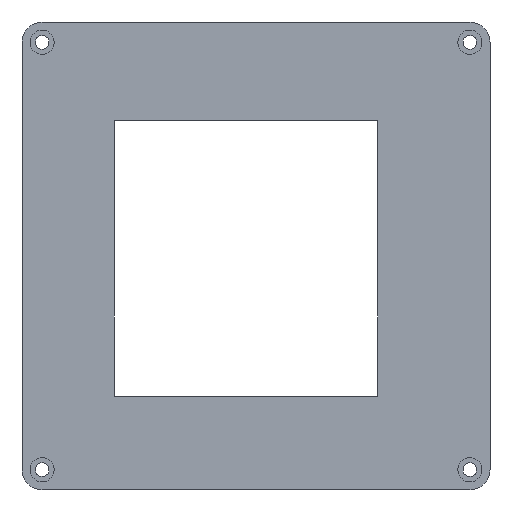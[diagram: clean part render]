
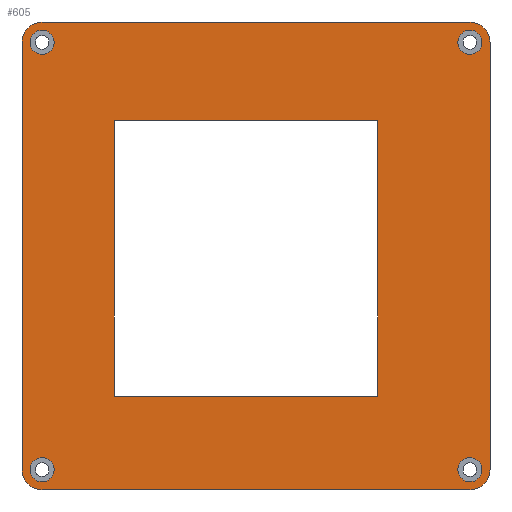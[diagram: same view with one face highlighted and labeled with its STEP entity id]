
A CAD part, front view. The second image highlights one B-rep face of the part: STEP entity #605.
In plain terms, the highlighted planar face has unit normal (0, -1, 0).
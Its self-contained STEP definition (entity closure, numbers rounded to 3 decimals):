
#31=FACE_BOUND('',#108,.T.);
#32=FACE_BOUND('',#109,.T.);
#33=FACE_BOUND('',#110,.T.);
#34=FACE_BOUND('',#111,.T.);
#35=FACE_BOUND('',#112,.T.);
#45=CIRCLE('',#643,5.);
#46=CIRCLE('',#644,5.);
#47=CIRCLE('',#645,5.);
#48=CIRCLE('',#646,5.);
#49=CIRCLE('',#647,3.);
#50=CIRCLE('',#648,3.);
#51=CIRCLE('',#649,3.);
#52=CIRCLE('',#650,3.);
#73=FACE_OUTER_BOUND('',#107,.T.);
#107=EDGE_LOOP('',(#427,#428,#429,#430,#431,#432,#433,#434));
#108=EDGE_LOOP('',(#435,#436,#437,#438));
#109=EDGE_LOOP('',(#439));
#110=EDGE_LOOP('',(#440));
#111=EDGE_LOOP('',(#441));
#112=EDGE_LOOP('',(#442));
#151=LINE('',#884,#211);
#155=LINE('',#892,#215);
#158=LINE('',#898,#218);
#161=LINE('',#903,#221);
#163=LINE('',#910,#223);
#164=LINE('',#914,#224);
#165=LINE('',#918,#225);
#166=LINE('',#921,#226);
#211=VECTOR('',#703,10.);
#215=VECTOR('',#709,10.);
#218=VECTOR('',#714,10.);
#221=VECTOR('',#719,10.);
#223=VECTOR('',#725,10.);
#224=VECTOR('',#728,10.);
#225=VECTOR('',#731,10.);
#226=VECTOR('',#734,10.);
#271=VERTEX_POINT('',#882);
#272=VERTEX_POINT('',#883);
#275=VERTEX_POINT('',#891);
#277=VERTEX_POINT('',#897);
#279=VERTEX_POINT('',#906);
#280=VERTEX_POINT('',#907);
#281=VERTEX_POINT('',#909);
#282=VERTEX_POINT('',#911);
#283=VERTEX_POINT('',#913);
#284=VERTEX_POINT('',#915);
#285=VERTEX_POINT('',#917);
#286=VERTEX_POINT('',#919);
#287=VERTEX_POINT('',#922);
#288=VERTEX_POINT('',#924);
#289=VERTEX_POINT('',#926);
#290=VERTEX_POINT('',#928);
#327=EDGE_CURVE('',#271,#272,#151,.T.);
#331=EDGE_CURVE('',#275,#271,#155,.T.);
#334=EDGE_CURVE('',#277,#275,#158,.T.);
#337=EDGE_CURVE('',#272,#277,#161,.T.);
#339=EDGE_CURVE('',#279,#280,#45,.T.);
#340=EDGE_CURVE('',#279,#281,#163,.T.);
#341=EDGE_CURVE('',#282,#281,#46,.T.);
#342=EDGE_CURVE('',#282,#283,#164,.T.);
#343=EDGE_CURVE('',#284,#283,#47,.T.);
#344=EDGE_CURVE('',#284,#285,#165,.T.);
#345=EDGE_CURVE('',#286,#285,#48,.T.);
#346=EDGE_CURVE('',#286,#280,#166,.T.);
#347=EDGE_CURVE('',#287,#287,#49,.T.);
#348=EDGE_CURVE('',#288,#288,#50,.T.);
#349=EDGE_CURVE('',#289,#289,#51,.T.);
#350=EDGE_CURVE('',#290,#290,#52,.T.);
#427=ORIENTED_EDGE('',*,*,#339,.F.);
#428=ORIENTED_EDGE('',*,*,#340,.T.);
#429=ORIENTED_EDGE('',*,*,#341,.F.);
#430=ORIENTED_EDGE('',*,*,#342,.T.);
#431=ORIENTED_EDGE('',*,*,#343,.F.);
#432=ORIENTED_EDGE('',*,*,#344,.T.);
#433=ORIENTED_EDGE('',*,*,#345,.F.);
#434=ORIENTED_EDGE('',*,*,#346,.T.);
#435=ORIENTED_EDGE('',*,*,#327,.T.);
#436=ORIENTED_EDGE('',*,*,#337,.T.);
#437=ORIENTED_EDGE('',*,*,#334,.T.);
#438=ORIENTED_EDGE('',*,*,#331,.T.);
#439=ORIENTED_EDGE('',*,*,#347,.F.);
#440=ORIENTED_EDGE('',*,*,#348,.F.);
#441=ORIENTED_EDGE('',*,*,#349,.F.);
#442=ORIENTED_EDGE('',*,*,#350,.F.);
#583=PLANE('',#642);
#605=ADVANCED_FACE('',(#73,#31,#32,#33,#34,#35),#583,.F.);
#642=AXIS2_PLACEMENT_3D('',#905,#721,#722);
#643=AXIS2_PLACEMENT_3D('',#908,#723,#724);
#644=AXIS2_PLACEMENT_3D('',#912,#726,#727);
#645=AXIS2_PLACEMENT_3D('',#916,#729,#730);
#646=AXIS2_PLACEMENT_3D('',#920,#732,#733);
#647=AXIS2_PLACEMENT_3D('',#923,#735,#736);
#648=AXIS2_PLACEMENT_3D('',#925,#737,#738);
#649=AXIS2_PLACEMENT_3D('',#927,#739,#740);
#650=AXIS2_PLACEMENT_3D('',#929,#741,#742);
#703=DIRECTION('',(-1.,0.,0.));
#709=DIRECTION('',(0.,0.,-1.));
#714=DIRECTION('',(1.,0.,0.));
#719=DIRECTION('',(0.,0.,1.));
#721=DIRECTION('center_axis',(0.,1.,0.));
#722=DIRECTION('ref_axis',(1.,0.,0.));
#723=DIRECTION('center_axis',(0.,1.,0.));
#724=DIRECTION('ref_axis',(0.707,0.,0.707));
#725=DIRECTION('',(-1.,0.,0.));
#726=DIRECTION('center_axis',(0.,1.,0.));
#727=DIRECTION('ref_axis',(-0.707,0.,0.707));
#728=DIRECTION('',(0.,0.,-1.));
#729=DIRECTION('center_axis',(0.,1.,0.));
#730=DIRECTION('ref_axis',(-0.707,0.,-0.707));
#731=DIRECTION('',(1.,0.,0.));
#732=DIRECTION('center_axis',(0.,1.,0.));
#733=DIRECTION('ref_axis',(0.707,0.,-0.707));
#734=DIRECTION('',(0.,0.,1.));
#735=DIRECTION('center_axis',(0.,-1.,0.));
#736=DIRECTION('ref_axis',(1.,0.,0.));
#737=DIRECTION('center_axis',(0.,-1.,0.));
#738=DIRECTION('ref_axis',(1.,0.,0.));
#739=DIRECTION('center_axis',(0.,-1.,0.));
#740=DIRECTION('ref_axis',(1.,0.,0.));
#741=DIRECTION('center_axis',(0.,-1.,0.));
#742=DIRECTION('ref_axis',(1.,0.,0.));
#882=CARTESIAN_POINT('',(30.3,0.,-34.85));
#883=CARTESIAN_POINT('',(-35.2,0.,-34.85));
#884=CARTESIAN_POINT('',(15.15,0.,-34.85));
#891=CARTESIAN_POINT('',(30.3,0.,33.65));
#892=CARTESIAN_POINT('',(30.3,0.,16.825));
#897=CARTESIAN_POINT('',(-35.2,0.,33.65));
#898=CARTESIAN_POINT('',(-17.6,0.,33.65));
#903=CARTESIAN_POINT('',(-35.2,0.,-17.425));
#905=CARTESIAN_POINT('Origin',(0.,0.,0.));
#906=CARTESIAN_POINT('',(53.2,0.,58.15));
#907=CARTESIAN_POINT('',(58.2,0.,53.15));
#908=CARTESIAN_POINT('Origin',(53.2,0.,53.15));
#909=CARTESIAN_POINT('',(-53.2,0.,58.15));
#910=CARTESIAN_POINT('',(58.2,0.,58.15));
#911=CARTESIAN_POINT('',(-58.2,0.,53.15));
#912=CARTESIAN_POINT('Origin',(-53.2,0.,53.15));
#913=CARTESIAN_POINT('',(-58.2,0.,-53.15));
#914=CARTESIAN_POINT('',(-58.2,0.,58.15));
#915=CARTESIAN_POINT('',(-53.2,0.,-58.15));
#916=CARTESIAN_POINT('Origin',(-53.2,0.,-53.15));
#917=CARTESIAN_POINT('',(53.2,0.,-58.15));
#918=CARTESIAN_POINT('',(-58.2,0.,-58.15));
#919=CARTESIAN_POINT('',(58.2,0.,-53.15));
#920=CARTESIAN_POINT('Origin',(53.2,0.,-53.15));
#921=CARTESIAN_POINT('',(58.2,0.,-58.15));
#922=CARTESIAN_POINT('',(-56.2,0.,53.15));
#923=CARTESIAN_POINT('Origin',(-53.2,0.,53.15));
#924=CARTESIAN_POINT('',(50.2,0.,-53.15));
#925=CARTESIAN_POINT('Origin',(53.2,0.,-53.15));
#926=CARTESIAN_POINT('',(-56.2,0.,-53.15));
#927=CARTESIAN_POINT('Origin',(-53.2,0.,-53.15));
#928=CARTESIAN_POINT('',(50.2,0.,53.15));
#929=CARTESIAN_POINT('Origin',(53.2,0.,53.15));
